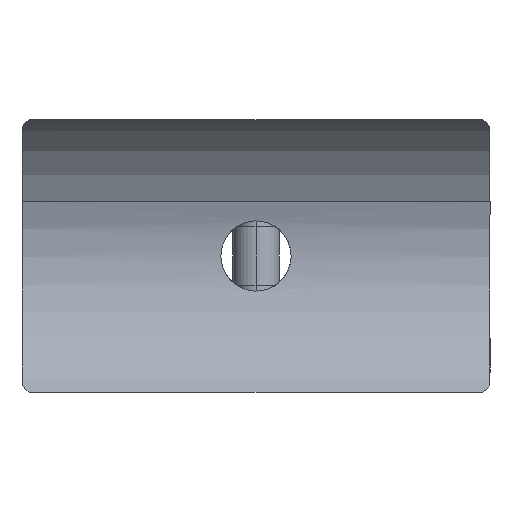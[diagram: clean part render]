
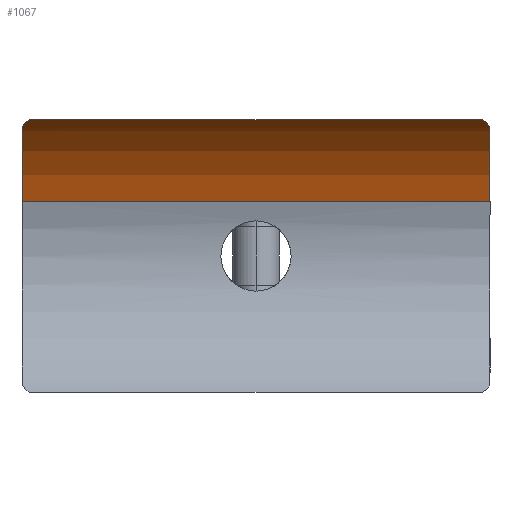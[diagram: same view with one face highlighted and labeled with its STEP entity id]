
A CAD part, left-side view. The second image highlights one B-rep face of the part: STEP entity #1067.
In plain terms, the highlighted cylindrical face has radius 21.2 mm (diameter 42.4 mm), a partial arc.
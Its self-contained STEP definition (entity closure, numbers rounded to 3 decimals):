
#24 = ORIENTED_EDGE ( 'NONE', *, *, #749, .F. ) ;
#45 = DIRECTION ( 'NONE',  ( 0., 1., 0. ) ) ;
#74 = CARTESIAN_POINT ( 'NONE',  ( -64.192, 28.994, 17.471 ) ) ;
#192 = CARTESIAN_POINT ( 'NONE',  ( -64.234, 28.889, 17.5 ) ) ;
#308 = ORIENTED_EDGE ( 'NONE', *, *, #1328, .T. ) ;
#311 = CARTESIAN_POINT ( 'NONE',  ( -63.212, -29.83, 16.757 ) ) ;
#493 = CARTESIAN_POINT ( 'NONE',  ( -62.691, 29.978, 16.34 ) ) ;
#693 = CARTESIAN_POINT ( 'NONE',  ( -62.339, -30., 16.041 ) ) ;
#716 = VERTEX_POINT ( 'NONE', #2769 ) ;
#737 = EDGE_CURVE ( 'NONE', #2626, #716, #2644, .T. ) ;
#749 = EDGE_CURVE ( 'NONE', #3974, #1082, #2932, .T. ) ;
#831 = EDGE_LOOP ( 'NONE', ( #24, #308, #4622, #3637, #3201, #3403 ) ) ;
#903 = AXIS2_PLACEMENT_3D ( 'NONE', #3388, #45, #4503 ) ;
#907 = CARTESIAN_POINT ( 'NONE',  ( -62.339, 30., 16.041 ) ) ;
#1067 = ADVANCED_FACE ( 'NONE', ( #1904 ), #1172, .F. ) ;
#1082 = VERTEX_POINT ( 'NONE', #3762 ) ;
#1172 = CYLINDRICAL_SURFACE ( 'NONE', #903, 21.2 ) ;
#1201 = DIRECTION ( 'NONE',  ( 0., 1., 0. ) ) ;
#1228 = CARTESIAN_POINT ( 'NONE',  ( -63.213, 29.829, 16.758 ) ) ;
#1279 = CARTESIAN_POINT ( 'NONE',  ( -64.234, 28.889, 17.5 ) ) ;
#1328 = EDGE_CURVE ( 'NONE', #3974, #2869, #1894, .T. ) ;
#1342 = VECTOR ( 'NONE', #2343, 1000. ) ;
#1463 = CARTESIAN_POINT ( 'NONE',  ( -56.189, 30., 7. ) ) ;
#1621 = CARTESIAN_POINT ( 'NONE',  ( -63.718, 29.547, 17.137 ) ) ;
#1668 = CARTESIAN_POINT ( 'NONE',  ( -63.941, 29.338, 17.297 ) ) ;
#1766 = CARTESIAN_POINT ( 'NONE',  ( -62.339, -30., 16.041 ) ) ;
#1814 = CARTESIAN_POINT ( 'NONE',  ( -64.192, -28.994, 17.472 ) ) ;
#1894 = B_SPLINE_CURVE_WITH_KNOTS ( 'NONE', 3,
 ( #693, #2508, #2822, #2160, #311, #2456, #3978, #4026, #2108, #4666, #1814, #3585 ),
 .UNSPECIFIED., .F., .F.,
 ( 4, 2, 2, 2, 2, 4 ),
 ( 0., 0.001, 0.001, 0.002, 0.002, 0.003 ),
 .UNSPECIFIED. ) ;
#1904 = FACE_OUTER_BOUND ( 'NONE', #831, .T. ) ;
#1941 = VERTEX_POINT ( 'NONE', #1463 ) ;
#1946 = DIRECTION ( 'NONE',  ( 0., -1., 0. ) ) ;
#1977 = LINE ( 'NONE', #4605, #1342 ) ;
#1981 = CARTESIAN_POINT ( 'NONE',  ( -62.513, 30., 16.192 ) ) ;
#2108 = CARTESIAN_POINT ( 'NONE',  ( -64.011, -29.262, 17.346 ) ) ;
#2160 = CARTESIAN_POINT ( 'NONE',  ( -63.036, -29.893, 16.62 ) ) ;
#2323 = CARTESIAN_POINT ( 'NONE',  ( -64.013, 29.26, 17.347 ) ) ;
#2343 = DIRECTION ( 'NONE',  ( 0., -1., 0. ) ) ;
#2456 = CARTESIAN_POINT ( 'NONE',  ( -63.552, -29.657, 17.015 ) ) ;
#2465 = CIRCLE ( 'NONE', #3686, 21.2 ) ;
#2508 = CARTESIAN_POINT ( 'NONE',  ( -62.514, -30., 16.192 ) ) ;
#2532 = EDGE_CURVE ( 'NONE', #1941, #716, #2465, .T. ) ;
#2626 = VERTEX_POINT ( 'NONE', #192 ) ;
#2644 = B_SPLINE_CURVE_WITH_KNOTS ( 'NONE', 3,
 ( #1279, #74, #3509, #2323, #1668, #1621, #3797, #1228, #3440, #493, #1981, #907 ),
 .UNSPECIFIED., .F., .F.,
 ( 4, 2, 2, 2, 2, 4 ),
 ( 0., 0., 0.001, 0.001, 0.002, 0.003 ),
 .UNSPECIFIED. ) ;
#2660 = DIRECTION ( 'NONE',  ( 1., 0., 0. ) ) ;
#2769 = CARTESIAN_POINT ( 'NONE',  ( -62.339, 30., 16.041 ) ) ;
#2822 = CARTESIAN_POINT ( 'NONE',  ( -62.688, -29.978, 16.338 ) ) ;
#2869 = VERTEX_POINT ( 'NONE', #4647 ) ;
#2932 = CIRCLE ( 'NONE', #4795, 21.2 ) ;
#3201 = ORIENTED_EDGE ( 'NONE', *, *, #2532, .F. ) ;
#3386 = CARTESIAN_POINT ( 'NONE',  ( -76.2, 30., 0. ) ) ;
#3388 = CARTESIAN_POINT ( 'NONE',  ( -76.2, -39., 0. ) ) ;
#3403 = ORIENTED_EDGE ( 'NONE', *, *, #4213, .T. ) ;
#3440 = CARTESIAN_POINT ( 'NONE',  ( -63.041, 29.892, 16.623 ) ) ;
#3468 = DIRECTION ( 'NONE',  ( -1., 0., 0. ) ) ;
#3509 = CARTESIAN_POINT ( 'NONE',  ( -64.138, 29.088, 17.434 ) ) ;
#3585 = CARTESIAN_POINT ( 'NONE',  ( -64.234, -28.889, 17.5 ) ) ;
#3637 = ORIENTED_EDGE ( 'NONE', *, *, #737, .T. ) ;
#3659 = VECTOR ( 'NONE', #3868, 1000. ) ;
#3686 = AXIS2_PLACEMENT_3D ( 'NONE', #3386, #1946, #2660 ) ;
#3762 = CARTESIAN_POINT ( 'NONE',  ( -56.189, -30., 7. ) ) ;
#3797 = CARTESIAN_POINT ( 'NONE',  ( -63.553, 29.656, 17.016 ) ) ;
#3815 = LINE ( 'NONE', #4630, #3659 ) ;
#3868 = DIRECTION ( 'NONE',  ( 0., 1., 0. ) ) ;
#3974 = VERTEX_POINT ( 'NONE', #1766 ) ;
#3978 = CARTESIAN_POINT ( 'NONE',  ( -63.716, -29.548, 17.136 ) ) ;
#4026 = CARTESIAN_POINT ( 'NONE',  ( -63.941, -29.339, 17.296 ) ) ;
#4213 = EDGE_CURVE ( 'NONE', #1941, #1082, #1977, .T. ) ;
#4241 = EDGE_CURVE ( 'NONE', #2869, #2626, #3815, .T. ) ;
#4503 = DIRECTION ( 'NONE',  ( 0., 0., 1. ) ) ;
#4511 = CARTESIAN_POINT ( 'NONE',  ( -76.2, -30., 0. ) ) ;
#4605 = CARTESIAN_POINT ( 'NONE',  ( -56.189, -39., 7. ) ) ;
#4622 = ORIENTED_EDGE ( 'NONE', *, *, #4241, .T. ) ;
#4630 = CARTESIAN_POINT ( 'NONE',  ( -64.234, -39., 17.5 ) ) ;
#4647 = CARTESIAN_POINT ( 'NONE',  ( -64.234, -28.889, 17.5 ) ) ;
#4666 = CARTESIAN_POINT ( 'NONE',  ( -64.137, -29.089, 17.433 ) ) ;
#4795 = AXIS2_PLACEMENT_3D ( 'NONE', #4511, #1201, #3468 ) ;
